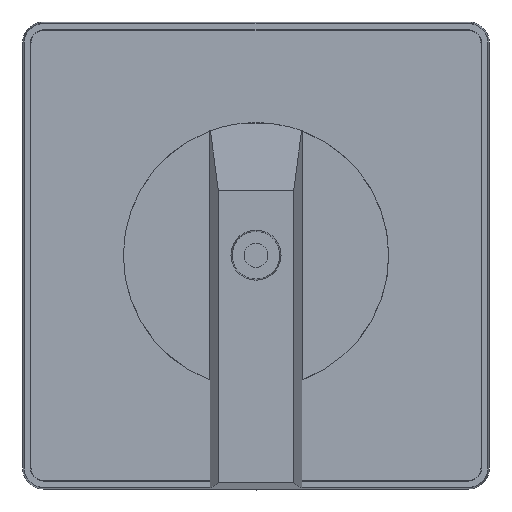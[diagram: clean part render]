
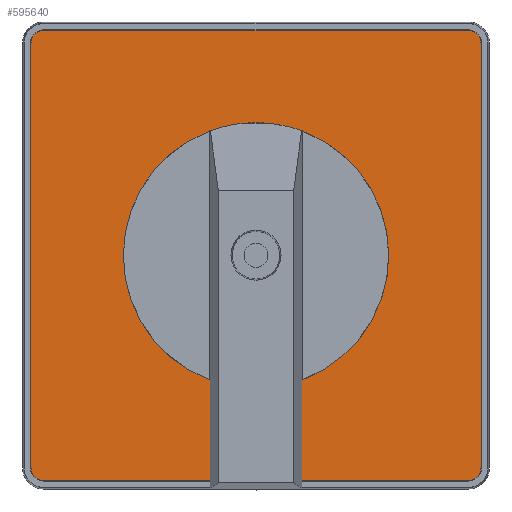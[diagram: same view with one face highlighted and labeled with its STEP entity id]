
A CAD part, top view. The second image highlights one B-rep face of the part: STEP entity #595640.
In plain terms, the highlighted planar face has unit normal (0, 0, 1).
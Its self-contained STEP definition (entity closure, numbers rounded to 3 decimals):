
#594370=CARTESIAN_POINT('',(0.,0.,1.8));
#594380=DIRECTION('',(0.,0.,1.));
#594390=DIRECTION('',(1.,0.,0.));
#594400=AXIS2_PLACEMENT_3D('',#594370,#594380,#594390);
#594410=PLANE('',#594400);
#594420=CARTESIAN_POINT('',(0.,17.7,1.8));
#594430=DIRECTION('',(1.,0.,0.));
#594440=VECTOR('',#594430,1.);
#594450=LINE('',#594420,#594440);
#594460=CARTESIAN_POINT('',(2.804,17.7,1.8));
#594470=VERTEX_POINT('',#594460);
#594480=CARTESIAN_POINT('',(8.985,17.7,1.8));
#594490=VERTEX_POINT('',#594480);
#594500=EDGE_CURVE('',#594470,#594490,#594450,.T.);
#594510=ORIENTED_EDGE('',*,*,#594500,.T.);
#594520=CARTESIAN_POINT('',(1.6,19.785,1.8));
#594530=DIRECTION('',(0.5,-0.866,0.));
#594540=VECTOR('',#594530,1.);
#594550=LINE('',#594520,#594540);
#594560=CARTESIAN_POINT('',(1.6,19.785,1.8));
#594570=VERTEX_POINT('',#594560);
#594580=EDGE_CURVE('',#594570,#594470,#594550,.T.);
#594590=ORIENTED_EDGE('',*,*,#594580,.T.);
#594600=CARTESIAN_POINT('',(0.,0.,1.8));
#594610=DIRECTION('',(0.,0.,1.));
#594620=DIRECTION('',(1.,0.,0.));
#594630=AXIS2_PLACEMENT_3D('',#594600,#594610,#594620);
#594640=CIRCLE('',#594630,19.85);
#594650=CARTESIAN_POINT('',(-1.6,19.785,1.8));
#594660=VERTEX_POINT('',#594650);
#594670=EDGE_CURVE('',#594570,#594660,#594640,.T.);
#594680=ORIENTED_EDGE('',*,*,#594670,.F.);
#594690=CARTESIAN_POINT('',(-1.6,19.785,1.8));
#594700=DIRECTION('',(0.5,0.866,0.));
#594710=VECTOR('',#594700,1.);
#594720=LINE('',#594690,#594710);
#594730=CARTESIAN_POINT('',(-2.804,17.7,1.8));
#594740=VERTEX_POINT('',#594730);
#594750=EDGE_CURVE('',#594740,#594660,#594720,.T.);
#594760=ORIENTED_EDGE('',*,*,#594750,.T.);
#594770=CARTESIAN_POINT('',(0.,17.7,1.8));
#594780=DIRECTION('',(1.,0.,0.));
#594790=VECTOR('',#594780,1.);
#594800=LINE('',#594770,#594790);
#594810=CARTESIAN_POINT('',(-8.985,17.7,1.8));
#594820=VERTEX_POINT('',#594810);
#594830=EDGE_CURVE('',#594820,#594740,#594800,.T.);
#594840=ORIENTED_EDGE('',*,*,#594830,.T.);
#594850=CARTESIAN_POINT('',(0.,0.,1.8));
#594860=DIRECTION('',(0.,0.,1.));
#594870=DIRECTION('',(1.,0.,0.));
#594880=AXIS2_PLACEMENT_3D('',#594850,#594860,#594870);
#594890=CIRCLE('',#594880,19.85);
#594900=EDGE_CURVE('',#594820,#594490,#594890,.T.);
#594910=ORIENTED_EDGE('',*,*,#594900,.F.);
#594920=EDGE_LOOP('',(#594910,#594840,#594760,#594680,#594590,#594510));
#594930=FACE_BOUND('',#594920,.T.);
#594940=CARTESIAN_POINT('',(-40.,40.,1.8));
#594950=DIRECTION('',(0.,0.,1.));
#594960=DIRECTION('',(1.,0.,0.));
#594970=AXIS2_PLACEMENT_3D('',#594940,#594950,#594960);
#594980=CIRCLE('',#594970,2.4);
#594990=CARTESIAN_POINT('',(-40.,42.4,1.8));
#595000=VERTEX_POINT('',#594990);
#595010=CARTESIAN_POINT('',(-42.4,40.,1.8));
#595020=VERTEX_POINT('',#595010);
#595030=EDGE_CURVE('',#595000,#595020,#594980,.T.);
#595040=ORIENTED_EDGE('',*,*,#595030,.T.);
#595050=CARTESIAN_POINT('',(42.4,42.4,1.8));
#595060=DIRECTION('',(-1.,0.,0.));
#595070=VECTOR('',#595060,1.);
#595080=LINE('',#595050,#595070);
#595090=CARTESIAN_POINT('',(40.,42.4,1.8));
#595100=VERTEX_POINT('',#595090);
#595110=EDGE_CURVE('',#595100,#595000,#595080,.T.);
#595120=ORIENTED_EDGE('',*,*,#595110,.T.);
#595130=CARTESIAN_POINT('',(40.,40.,1.8));
#595140=DIRECTION('',(0.,0.,1.));
#595150=DIRECTION('',(1.,0.,0.));
#595160=AXIS2_PLACEMENT_3D('',#595130,#595140,#595150);
#595170=CIRCLE('',#595160,2.4);
#595180=CARTESIAN_POINT('',(42.4,40.,1.8));
#595190=VERTEX_POINT('',#595180);
#595200=EDGE_CURVE('',#595190,#595100,#595170,.T.);
#595210=ORIENTED_EDGE('',*,*,#595200,.T.);
#595220=CARTESIAN_POINT('',(42.4,-42.4,1.8));
#595230=DIRECTION('',(0.,1.,0.));
#595240=VECTOR('',#595230,1.);
#595250=LINE('',#595220,#595240);
#595260=CARTESIAN_POINT('',(42.4,-40.,1.8));
#595270=VERTEX_POINT('',#595260);
#595280=EDGE_CURVE('',#595270,#595190,#595250,.T.);
#595290=ORIENTED_EDGE('',*,*,#595280,.T.);
#595300=CARTESIAN_POINT('',(40.,-40.,1.8));
#595310=DIRECTION('',(0.,0.,1.));
#595320=DIRECTION('',(1.,0.,0.));
#595330=AXIS2_PLACEMENT_3D('',#595300,#595310,#595320);
#595340=CIRCLE('',#595330,2.4);
#595350=CARTESIAN_POINT('',(40.,-42.4,1.8));
#595360=VERTEX_POINT('',#595350);
#595370=EDGE_CURVE('',#595360,#595270,#595340,.T.);
#595380=ORIENTED_EDGE('',*,*,#595370,.T.);
#595390=CARTESIAN_POINT('',(-42.4,-42.4,1.8));
#595400=DIRECTION('',(1.,0.,0.));
#595410=VECTOR('',#595400,1.);
#595420=LINE('',#595390,#595410);
#595430=CARTESIAN_POINT('',(-40.,-42.4,1.8));
#595440=VERTEX_POINT('',#595430);
#595450=EDGE_CURVE('',#595440,#595360,#595420,.T.);
#595460=ORIENTED_EDGE('',*,*,#595450,.T.);
#595470=CARTESIAN_POINT('',(-40.,-40.,1.8));
#595480=DIRECTION('',(0.,0.,1.));
#595490=DIRECTION('',(1.,0.,0.));
#595500=AXIS2_PLACEMENT_3D('',#595470,#595480,#595490);
#595510=CIRCLE('',#595500,2.4);
#595520=CARTESIAN_POINT('',(-42.4,-40.,1.8));
#595530=VERTEX_POINT('',#595520);
#595540=EDGE_CURVE('',#595530,#595440,#595510,.T.);
#595550=ORIENTED_EDGE('',*,*,#595540,.T.);
#595560=CARTESIAN_POINT('',(-42.4,42.4,1.8));
#595570=DIRECTION('',(0.,-1.,0.));
#595580=VECTOR('',#595570,1.);
#595590=LINE('',#595560,#595580);
#595600=EDGE_CURVE('',#595020,#595530,#595590,.T.);
#595610=ORIENTED_EDGE('',*,*,#595600,.T.);
#595620=EDGE_LOOP('',(#595610,#595550,#595460,#595380,#595290,#595210,
#595120,#595040));
#595630=FACE_OUTER_BOUND('',#595620,.T.);
#595640=ADVANCED_FACE('',(#594930,#595630),#594410,.T.);
